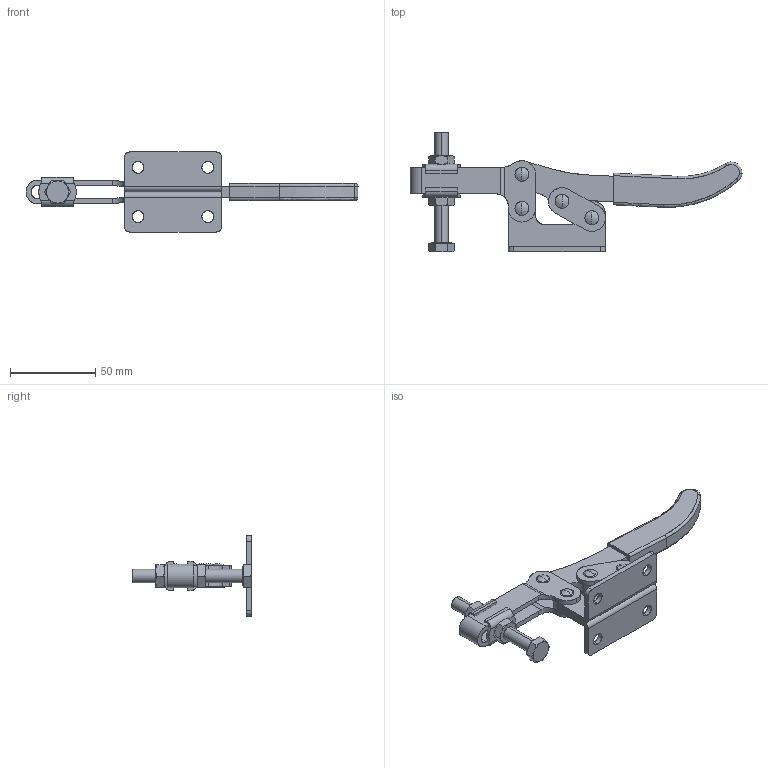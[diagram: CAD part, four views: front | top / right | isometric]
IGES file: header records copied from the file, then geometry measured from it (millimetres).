
Start section: SolidWorks IGES file using analytic representation for surfaces
Global section: file name: GH-203-FSS-1.IGS; native system: SolidWorks 2016; preprocessor: SolidWorks 2016; author: user; date: 260302.104315; units: millimetre
Bounding box: 194.99 x 70.3 x 47 mm (x, y, z)
Surface area: 34809.8 mm2 (no closed solid volume)
Topology: 0 solids, 0 shells, 301 faces, 5004 edges, 4996 vertices
Faces by surface type: revolution 166, bspline 135
